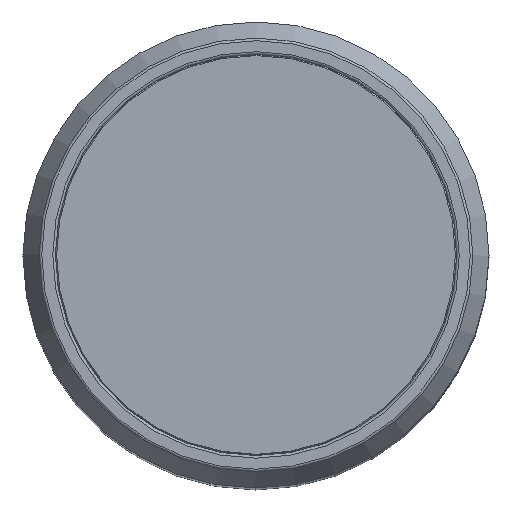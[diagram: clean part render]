
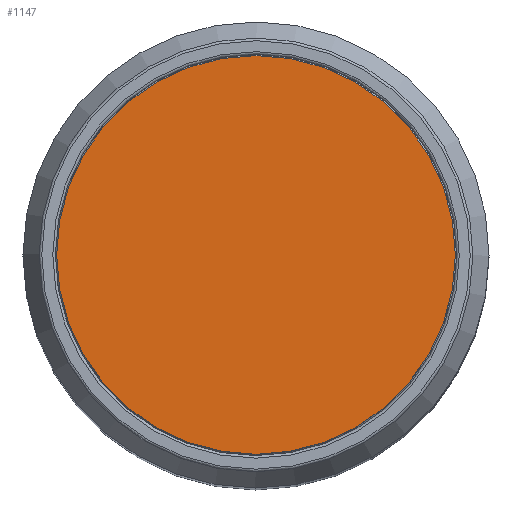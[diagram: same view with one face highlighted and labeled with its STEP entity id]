
A CAD part, top view. The second image highlights one B-rep face of the part: STEP entity #1147.
In plain terms, the highlighted planar face has unit normal (0, 0, 1).
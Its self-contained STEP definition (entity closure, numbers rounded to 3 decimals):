
#37=PLANE('',#1235);
#62=CIRCLE('',#1236,7.7);
#63=CIRCLE('',#1237,7.7);
#362=FACE_OUTER_BOUND('',#426,.T.);
#426=EDGE_LOOP('',(#823,#824));
#515=VERTEX_POINT('',#1912);
#516=VERTEX_POINT('',#1913);
#638=EDGE_CURVE('',#515,#516,#62,.T.);
#639=EDGE_CURVE('',#516,#515,#63,.T.);
#823=ORIENTED_EDGE('',*,*,#638,.F.);
#824=ORIENTED_EDGE('',*,*,#639,.F.);
#1147=ADVANCED_FACE('',(#362),#37,.T.);
#1235=AXIS2_PLACEMENT_3D('',#1911,#1406,#1407);
#1236=AXIS2_PLACEMENT_3D('',#1914,#1408,#1409);
#1237=AXIS2_PLACEMENT_3D('',#1915,#1410,#1411);
#1406=DIRECTION('center_axis',(0.,0.,
1.));
#1407=DIRECTION('ref_axis',(-1.,0.,0.));
#1408=DIRECTION('center_axis',(0.,0.,
-1.));
#1409=DIRECTION('ref_axis',(1.,0.,0.));
#1410=DIRECTION('center_axis',(0.,0.,
-1.));
#1411=DIRECTION('ref_axis',(1.,0.,0.));
#1911=CARTESIAN_POINT('Origin',(34.546,3.836,6.606));
#1912=CARTESIAN_POINT('',(34.546,3.836,6.606));
#1913=CARTESIAN_POINT('',(19.146,3.836,6.606));
#1914=CARTESIAN_POINT('Origin',(26.846,3.836,6.606));
#1915=CARTESIAN_POINT('Origin',(26.846,3.836,6.606));
